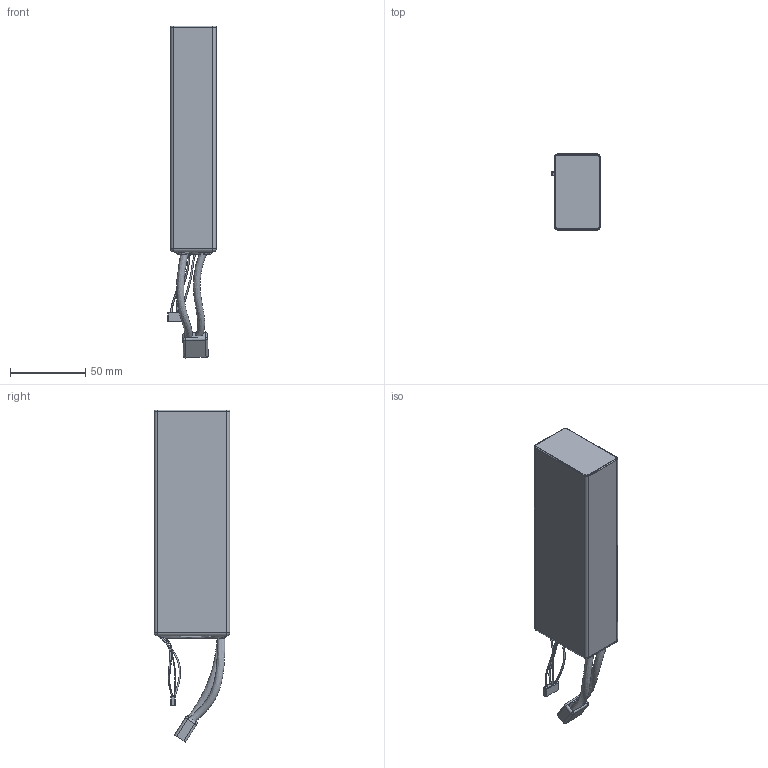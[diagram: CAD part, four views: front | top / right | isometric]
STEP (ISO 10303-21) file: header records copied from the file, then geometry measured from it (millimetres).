
FILE_DESCRIPTION(/* description */ (''),/* implementation_level */ '2;1');
FILE_NAME(/* name */ 'Battery.stp',/* time_stamp */ '2023-10-01T19:19:06+06:00',/* author */ ('acer'),/* organization */ (''),/* preprocessor_version */ 'ST-DEVELOPER v18.1',/* originating_system */ 'Autodesk Inventor 2022',/* authorisation */ '');
FILE_SCHEMA (('AUTOMOTIVE_DESIGN { 1 0 10303 214 3 1 1 }'));
Length unit declared in the file: millimetre
Products named in the file (1): Battery
Bounding box: 32.37 x 50.5 x 221.29 mm (x, y, z)
Volume: 17199.2 mm3; surface area: 81913.2 mm2
Topology: 4 solids, 6 shells, 158 faces, 346 edges, 195 vertices
Faces by surface type: cylinder 52, plane 43, bspline 34, sphere 21, torus 8
Entity records: 6995 total; most frequent: CARTESIAN_POINT 3586, ORIENTED_EDGE 673, DIRECTION 673, EDGE_CURVE 339, AXIS2_PLACEMENT_3D 270, VERTEX_POINT 195, EDGE_LOOP 167, FACE_OUTER_BOUND 158
